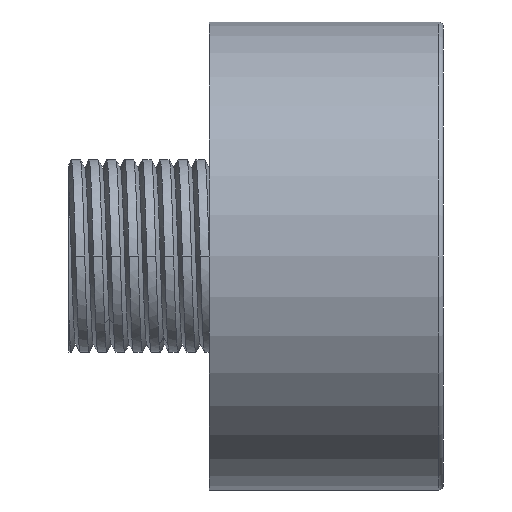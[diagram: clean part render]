
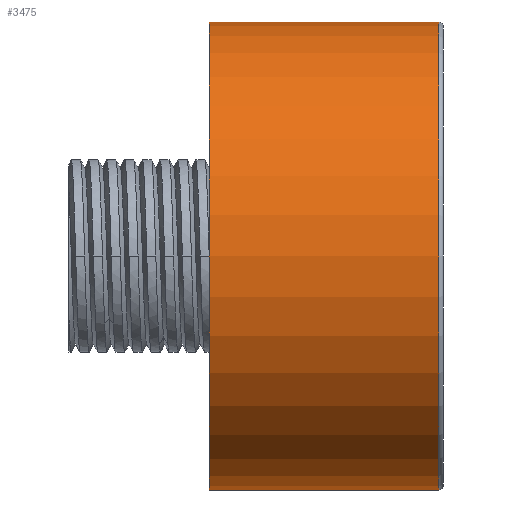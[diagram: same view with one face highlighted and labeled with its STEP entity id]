
A CAD part, front view. The second image highlights one B-rep face of the part: STEP entity #3475.
In plain terms, the highlighted cylindrical face has radius 635 mm (diameter 1270 mm), a partial arc.
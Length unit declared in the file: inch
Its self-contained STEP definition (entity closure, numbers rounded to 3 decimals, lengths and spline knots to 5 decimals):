
#6=CARTESIAN_POINT('',(0.,0.,0.));
#7=DIRECTION('',(1.,0.,0.));
#8=DIRECTION('',(0.,0.,1.));
#9=AXIS2_PLACEMENT_3D('',#6,#7,#8);
#84=DIRECTION('',(1.,0.,0.));
#85=VECTOR('',#84,24.5);
#86=CARTESIAN_POINT('',(0.,0.,-25.));
#87=LINE('',#86,#85);
#1027=CARTESIAN_POINT('',(24.5,0.,0.));
#1028=DIRECTION('',(1.,0.,0.));
#1029=DIRECTION('',(0.,0.,1.));
#1030=AXIS2_PLACEMENT_3D('',#1027,#1028,#1029);
#1032=DIRECTION('',(1.,0.,0.));
#1033=VECTOR('',#1032,24.5);
#1034=CARTESIAN_POINT('',(0.,0.,25.));
#1035=LINE('',#1034,#1033);
#2303=CARTESIAN_POINT('',(0.,0.,-25.));
#2304=CARTESIAN_POINT('',(0.,0.,25.));
#2305=VERTEX_POINT('',#2303);
#2306=VERTEX_POINT('',#2304);
#2423=CARTESIAN_POINT('',(24.5,0.,-25.));
#2424=CARTESIAN_POINT('',(24.5,0.,25.));
#2425=VERTEX_POINT('',#2423);
#2426=VERTEX_POINT('',#2424);
#3464=CARTESIAN_POINT('',(0.,0.,0.));
#3465=DIRECTION('',(1.,0.,0.));
#3466=DIRECTION('',(0.,0.,-1.));
#3467=AXIS2_PLACEMENT_3D('',#3464,#3465,#3466);
#3468=CYLINDRICAL_SURFACE('',#3467,25.);
#3469=ORIENTED_EDGE('',*,*,#3458,.T.);
#3470=ORIENTED_EDGE('',*,*,#2467,.F.);
#3471=ORIENTED_EDGE('',*,*,#2434,.F.);
#3472=ORIENTED_EDGE('',*,*,#2464,.T.);
#3473=EDGE_LOOP('',(#3469,#3470,#3471,#3472));
#3474=FACE_OUTER_BOUND('',#3473,.F.);
#3475=ADVANCED_FACE('',(#3474),#3468,.T.);
#10=CIRCLE('',#9,25.);
#1031=CIRCLE('',#1030,25.);
#2434=EDGE_CURVE('',#2306,#2305,#10,.T.);
#2464=EDGE_CURVE('',#2306,#2426,#1035,.T.);
#2467=EDGE_CURVE('',#2305,#2425,#87,.T.);
#3458=EDGE_CURVE('',#2426,#2425,#1031,.T.);
